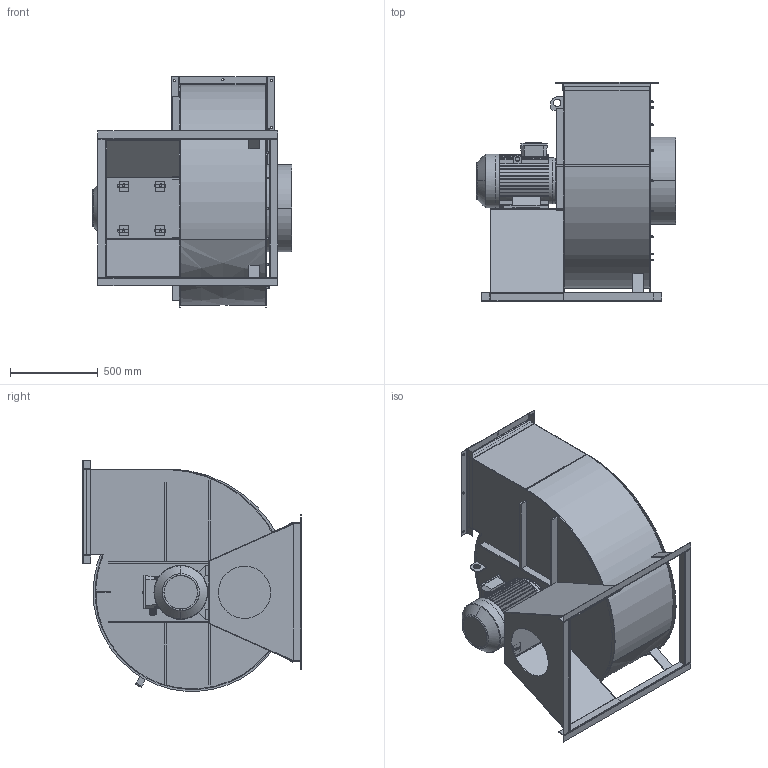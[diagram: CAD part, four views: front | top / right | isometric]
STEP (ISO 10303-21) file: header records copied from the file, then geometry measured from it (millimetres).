
FILE_DESCRIPTION(('FreeCAD Model'),'2;1');
FILE_NAME('Open CASCADE Shape Model','2025-05-07T23:30:06',('FreeCAD'),( 'FreeCAD'),'Open CASCADE STEP processor 7.6','FreeCAD','Unknown');
FILE_SCHEMA(('AUTOMOTIVE_DESIGN { 1 0 10303 214 1 1 1 1 }'));
Products named in the file (1): Open CASCADE STEP translator 7.6 1
Bounding box: 1131.75 x 1242.73 x 1310.67 mm (x, y, z)
Volume: 35293425.5 mm3; surface area: 16962916.6 mm2
Topology: 58 solids, 95 shells, 2668 faces, 6592 edges, 4143 vertices
Faces by surface type: bspline 2668
Entity records: 91085 total; most frequent: CARTESIAN_POINT 52684, ORIENTED_EDGE 12936, EDGE_CURVE 6570, B_SPLINE_CURVE_WITH_KNOTS 4532, VERTEX_POINT 4143, FACE_BOUND 2983, EDGE_LOOP 2983, ADVANCED_FACE 2668
